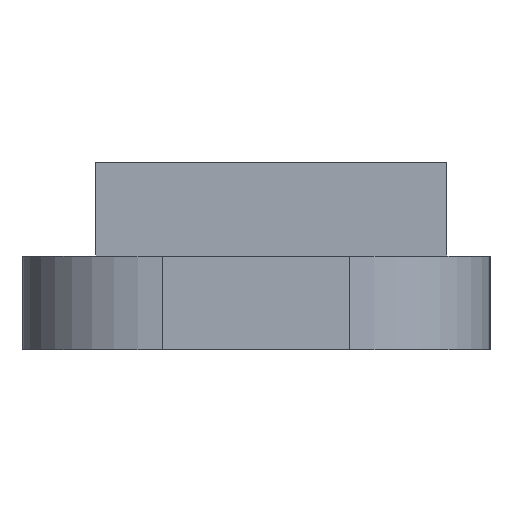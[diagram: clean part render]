
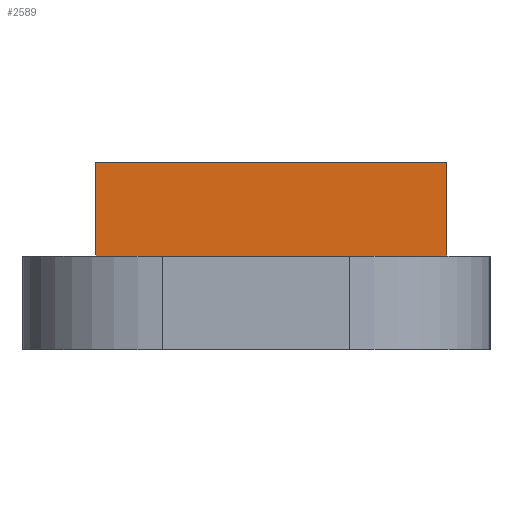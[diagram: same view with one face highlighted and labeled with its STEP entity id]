
A CAD part, left-side view. The second image highlights one B-rep face of the part: STEP entity #2589.
In plain terms, the highlighted planar face has unit normal (-1, 0, 0).
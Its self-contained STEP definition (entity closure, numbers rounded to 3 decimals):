
#112=PLANE('',#2735);
#181=LINE('',#3501,#533);
#430=LINE('',#4013,#782);
#444=LINE('',#4040,#796);
#445=LINE('',#4042,#797);
#533=VECTOR('',#2826,10.);
#782=VECTOR('',#3267,10.);
#796=VECTOR('',#3293,10.);
#797=VECTOR('',#3296,10.);
#964=FACE_OUTER_BOUND('',#1110,.T.);
#1110=EDGE_LOOP('',(#2321,#2322,#2323,#2324));
#1190=VERTEX_POINT('',#3486);
#1197=VERTEX_POINT('',#3499);
#1364=VERTEX_POINT('',#4012);
#1371=VERTEX_POINT('',#4038);
#1440=EDGE_CURVE('',#1197,#1190,#181,.T.);
#1692=EDGE_CURVE('',#1190,#1364,#430,.T.);
#1706=EDGE_CURVE('',#1197,#1371,#444,.T.);
#1707=EDGE_CURVE('',#1364,#1371,#445,.T.);
#2321=ORIENTED_EDGE('',*,*,#1440,.F.);
#2322=ORIENTED_EDGE('',*,*,#1706,.T.);
#2323=ORIENTED_EDGE('',*,*,#1707,.F.);
#2324=ORIENTED_EDGE('',*,*,#1692,.F.);
#2589=ADVANCED_FACE('',(#964),#112,.T.);
#2735=AXIS2_PLACEMENT_3D('',#4041,#3294,#3295);
#2826=DIRECTION('',(0.,1.,0.));
#3267=DIRECTION('',(0.,0.,1.));
#3293=DIRECTION('',(0.,0.,1.));
#3294=DIRECTION('center_axis',(-1.,0.,0.));
#3295=DIRECTION('ref_axis',(0.,-1.,0.));
#3296=DIRECTION('',(0.,-1.,0.));
#3486=CARTESIAN_POINT('',(-31.801,3.429,2.));
#3499=CARTESIAN_POINT('',(-31.801,-4.071,2.));
#3501=CARTESIAN_POINT('',(-31.801,1.715,2.));
#4012=CARTESIAN_POINT('',(-31.801,3.429,4.));
#4013=CARTESIAN_POINT('',(-31.801,3.429,2.));
#4038=CARTESIAN_POINT('',(-31.801,-4.071,4.));
#4040=CARTESIAN_POINT('',(-31.801,-4.071,2.));
#4041=CARTESIAN_POINT('Origin',(-31.801,3.429,2.));
#4042=CARTESIAN_POINT('',(-31.801,3.429,4.));
